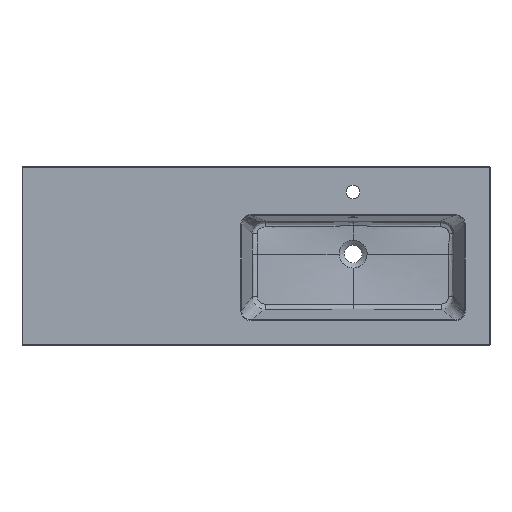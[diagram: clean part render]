
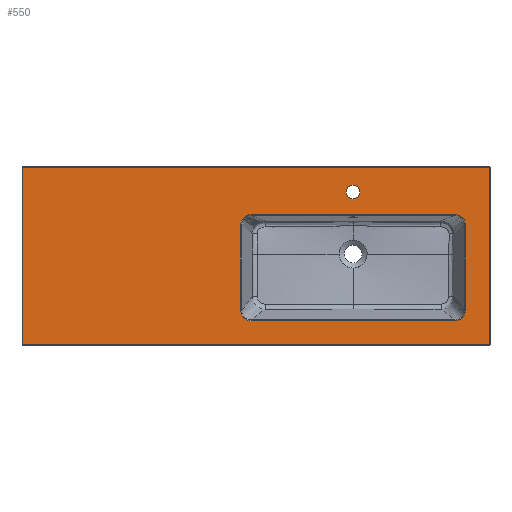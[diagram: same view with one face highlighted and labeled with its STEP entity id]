
A CAD part, top view. The second image highlights one B-rep face of the part: STEP entity #550.
In plain terms, the highlighted planar face has unit normal (0, 0, 1).
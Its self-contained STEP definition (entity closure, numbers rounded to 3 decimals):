
#550=ADVANCED_FACE('',(#752,#753,#754),#730,.T.);
#730=PLANE('',#3437);
#752=FACE_BOUND('',#818,.T.);
#753=FACE_BOUND('',#819,.T.);
#754=FACE_BOUND('',#820,.T.);
#818=EDGE_LOOP('',(#1707));
#819=EDGE_LOOP('',(#1708,#1709,#1710,#1711,#1712,#1713,#1714,#1715));
#820=EDGE_LOOP('',(#1716,#1717,#1718,#1719));
#1034=CIRCLE('',#3436,17.5);
#1309=B_SPLINE_CURVE_WITH_KNOTS('',3,(#29535,#29536,#29537,#29538,#29539,
#29540,#29541,#29542,#29543,#29544),.UNSPECIFIED.,.F.,.F.,(4,2,2,2,4),(0.,
0.25,0.5,0.75,1.),.UNSPECIFIED.);
#1310=B_SPLINE_CURVE_WITH_KNOTS('',3,(#29549,#29550,#29551,#29552,#29553,
#29554,#29555,#29556,#29557,#29558),.UNSPECIFIED.,.F.,.F.,(4,2,2,2,4),(0.,
0.25,0.5,0.75,1.),.UNSPECIFIED.);
#1311=B_SPLINE_CURVE_WITH_KNOTS('',3,(#29562,#29563,#29564,#29565,#29566,
#29567,#29568,#29569,#29570,#29571),.UNSPECIFIED.,.F.,.F.,(4,2,2,2,4),(0.,
0.25,0.5,0.75,1.),.UNSPECIFIED.);
#1312=B_SPLINE_CURVE_WITH_KNOTS('',3,(#29575,#29576,#29577,#29578,#29579,
#29580,#29581,#29582,#29583,#29584),.UNSPECIFIED.,.F.,.F.,(4,2,2,2,4),(0.,
0.25,0.5,0.75,1.),.UNSPECIFIED.);
#1707=ORIENTED_EDGE('',*,*,#2962,.T.);
#1708=ORIENTED_EDGE('',*,*,#2963,.T.);
#1709=ORIENTED_EDGE('',*,*,#2964,.T.);
#1710=ORIENTED_EDGE('',*,*,#2965,.T.);
#1711=ORIENTED_EDGE('',*,*,#2966,.T.);
#1712=ORIENTED_EDGE('',*,*,#2967,.T.);
#1713=ORIENTED_EDGE('',*,*,#2968,.T.);
#1714=ORIENTED_EDGE('',*,*,#2969,.T.);
#1715=ORIENTED_EDGE('',*,*,#2970,.T.);
#1716=ORIENTED_EDGE('',*,*,#2971,.T.);
#1717=ORIENTED_EDGE('',*,*,#2972,.T.);
#1718=ORIENTED_EDGE('',*,*,#2973,.T.);
#1719=ORIENTED_EDGE('',*,*,#2974,.T.);
#2619=VERTEX_POINT('',#29534);
#2620=VERTEX_POINT('',#29545);
#2621=VERTEX_POINT('',#29546);
#2622=VERTEX_POINT('',#29548);
#2623=VERTEX_POINT('',#29559);
#2624=VERTEX_POINT('',#29561);
#2625=VERTEX_POINT('',#29572);
#2626=VERTEX_POINT('',#29574);
#2627=VERTEX_POINT('',#29585);
#2628=VERTEX_POINT('',#29588);
#2629=VERTEX_POINT('',#29589);
#2630=VERTEX_POINT('',#29591);
#2631=VERTEX_POINT('',#29593);
#2962=EDGE_CURVE('',#2619,#2619,#1034,.T.);
#2963=EDGE_CURVE('',#2620,#2621,#1309,.T.);
#2964=EDGE_CURVE('',#2621,#2622,#3308,.T.);
#2965=EDGE_CURVE('',#2622,#2623,#1310,.T.);
#2966=EDGE_CURVE('',#2623,#2624,#3309,.T.);
#2967=EDGE_CURVE('',#2624,#2625,#1311,.T.);
#2968=EDGE_CURVE('',#2625,#2626,#3310,.T.);
#2969=EDGE_CURVE('',#2626,#2627,#1312,.T.);
#2970=EDGE_CURVE('',#2627,#2620,#3311,.T.);
#2971=EDGE_CURVE('',#2628,#2629,#3312,.T.);
#2972=EDGE_CURVE('',#2629,#2630,#3313,.T.);
#2973=EDGE_CURVE('',#2630,#2631,#3314,.T.);
#2974=EDGE_CURVE('',#2631,#2628,#3315,.T.);
#3308=LINE('',#29547,#3361);
#3309=LINE('',#29560,#3362);
#3310=LINE('',#29573,#3363);
#3311=LINE('',#29586,#3364);
#3312=LINE('',#29587,#3365);
#3313=LINE('',#29590,#3366);
#3314=LINE('',#29592,#3367);
#3315=LINE('',#29594,#3368);
#3361=VECTOR('',#3762,1.);
#3362=VECTOR('',#3763,1.);
#3363=VECTOR('',#3764,1.);
#3364=VECTOR('',#3765,1.);
#3365=VECTOR('',#3766,1.);
#3366=VECTOR('',#3767,1.);
#3367=VECTOR('',#3768,1.);
#3368=VECTOR('',#3769,1.);
#3436=AXIS2_PLACEMENT_3D('',#29533,#3760,#3761);
#3437=AXIS2_PLACEMENT_3D('',#29595,#3770,#3771);
#3760=DIRECTION('',(0.,0.,-1.));
#3761=DIRECTION('',(1.,0.,0.));
#3762=DIRECTION('',(0.,-1.,0.));
#3763=DIRECTION('',(-1.,0.,0.));
#3764=DIRECTION('',(0.,1.,0.));
#3765=DIRECTION('',(1.,0.,0.));
#3766=DIRECTION('',(0.,-1.,0.));
#3767=DIRECTION('',(1.,0.,0.));
#3768=DIRECTION('',(0.,1.,0.));
#3769=DIRECTION('',(-1.,0.,0.));
#3770=DIRECTION('',(0.,0.,1.));
#3771=DIRECTION('',(1.,0.,0.));
#29533=CARTESIAN_POINT('',(0.,160.,125.));
#29534=CARTESIAN_POINT('',(17.5,160.,125.));
#29535=CARTESIAN_POINT('',(261.566,101.754,125.));
#29536=CARTESIAN_POINT('',(265.136,101.754,125.));
#29537=CARTESIAN_POINT('',(268.692,101.12,125.));
#29538=CARTESIAN_POINT('',(275.286,98.608,125.));
#29539=CARTESIAN_POINT('',(278.365,96.707,125.));
#29540=CARTESIAN_POINT('',(283.51,91.838,125.));
#29541=CARTESIAN_POINT('',(285.565,88.899,125.));
#29542=CARTESIAN_POINT('',(288.354,82.323,125.));
#29543=CARTESIAN_POINT('',(289.035,78.88,125.));
#29544=CARTESIAN_POINT('',(289.035,75.308,125.));
#29545=CARTESIAN_POINT('',(261.566,101.754,125.));
#29546=CARTESIAN_POINT('',(289.035,75.308,125.));
#29547=CARTESIAN_POINT('',(289.035,0.,125.));
#29548=CARTESIAN_POINT('',(289.035,-144.831,125.));
#29549=CARTESIAN_POINT('',(289.035,-144.831,125.));
#29550=CARTESIAN_POINT('',(289.035,-148.376,125.));
#29551=CARTESIAN_POINT('',(288.392,-151.899,125.));
#29552=CARTESIAN_POINT('',(285.806,-158.421,125.));
#29553=CARTESIAN_POINT('',(283.857,-161.422,125.));
#29554=CARTESIAN_POINT('',(278.855,-166.408,125.));
#29555=CARTESIAN_POINT('',(275.888,-168.33,125.));
#29556=CARTESIAN_POINT('',(269.298,-170.922,125.));
#29557=CARTESIAN_POINT('',(265.873,-171.535,125.));
#29558=CARTESIAN_POINT('',(262.331,-171.535,125.));
#29559=CARTESIAN_POINT('',(262.331,-171.535,125.));
#29560=CARTESIAN_POINT('',(0.,-171.535,125.));
#29561=CARTESIAN_POINT('',(-262.331,-171.535,125.));
#29562=CARTESIAN_POINT('',(-262.331,-171.535,125.));
#29563=CARTESIAN_POINT('',(-265.876,-171.535,125.));
#29564=CARTESIAN_POINT('',(-269.399,-170.892,125.));
#29565=CARTESIAN_POINT('',(-275.921,-168.306,125.));
#29566=CARTESIAN_POINT('',(-278.922,-166.357,125.));
#29567=CARTESIAN_POINT('',(-283.908,-161.355,125.));
#29568=CARTESIAN_POINT('',(-285.83,-158.388,125.));
#29569=CARTESIAN_POINT('',(-288.422,-151.798,125.));
#29570=CARTESIAN_POINT('',(-289.035,-148.373,125.));
#29571=CARTESIAN_POINT('',(-289.035,-144.831,125.));
#29572=CARTESIAN_POINT('',(-289.035,-144.831,125.));
#29573=CARTESIAN_POINT('',(-289.035,0.,125.));
#29574=CARTESIAN_POINT('',(-289.035,75.308,125.));
#29575=CARTESIAN_POINT('',(-289.035,75.308,125.));
#29576=CARTESIAN_POINT('',(-289.035,78.883,125.));
#29577=CARTESIAN_POINT('',(-288.322,82.422,125.));
#29578=CARTESIAN_POINT('',(-285.544,88.926,125.));
#29579=CARTESIAN_POINT('',(-283.481,91.878,125.));
#29580=CARTESIAN_POINT('',(-278.303,96.753,125.));
#29581=CARTESIAN_POINT('',(-275.28,98.617,125.));
#29582=CARTESIAN_POINT('',(-268.606,101.146,125.));
#29583=CARTESIAN_POINT('',(-265.136,101.754,125.));
#29584=CARTESIAN_POINT('',(-261.566,101.754,125.));
#29585=CARTESIAN_POINT('',(-261.566,101.754,125.));
#29586=CARTESIAN_POINT('',(0.,101.754,125.));
#29587=CARTESIAN_POINT('',(-850.5,0.,125.));
#29588=CARTESIAN_POINT('',(-850.5,223.,125.));
#29589=CARTESIAN_POINT('',(-850.5,-233.,125.));
#29590=CARTESIAN_POINT('',(0.,-233.,125.));
#29591=CARTESIAN_POINT('',(350.5,-233.,125.));
#29592=CARTESIAN_POINT('',(350.5,0.,125.));
#29593=CARTESIAN_POINT('',(350.5,223.,125.));
#29594=CARTESIAN_POINT('',(0.,223.,125.));
#29595=CARTESIAN_POINT('',(0.,0.,125.));
